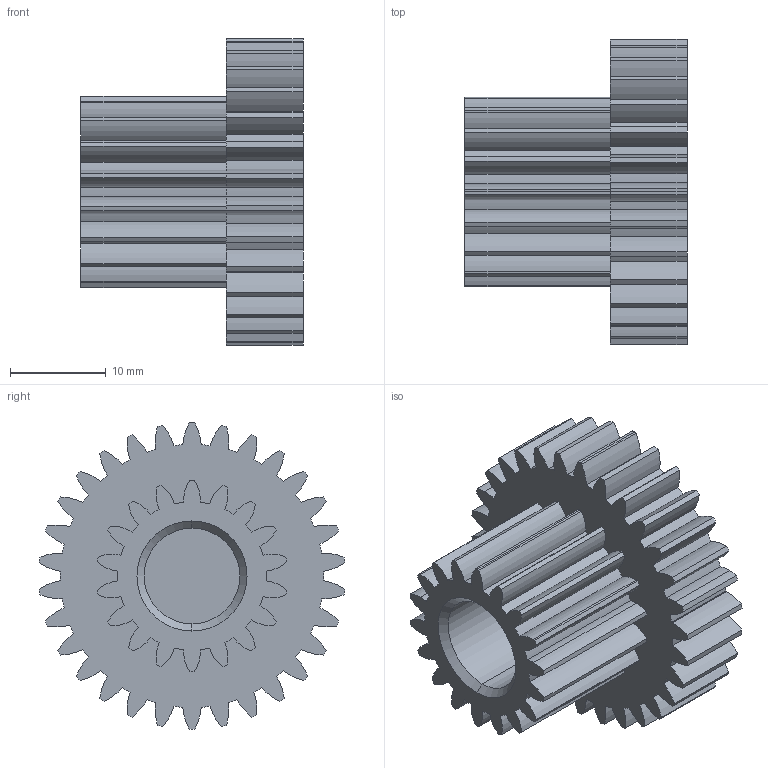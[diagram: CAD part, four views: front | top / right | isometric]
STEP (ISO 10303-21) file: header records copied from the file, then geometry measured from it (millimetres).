
FILE_DESCRIPTION (( 'STEP AP214' ), '1' );
FILE_NAME ('Spur Gear 30T + 18T.STEP', '2025-01-31T15:14:36', ( '' ), ( '' ), 'SwSTEP 2.0', 'SolidWorks 2023', '' );
FILE_SCHEMA (( 'AUTOMOTIVE_DESIGN' ));
Length unit declared in the file: millimetre
Products named in the file (1): Spur Gear 30T + 18T_Metric - Spur gear 1M 30T 20PA 10FW ---S30N75H50L10N
Bounding box: 23.2 x 31.88 x 32 mm (x, y, z)
Volume: 7476.3 mm3; surface area: 5296.8 mm2
Topology: 1 solids, 1 shells, 219 faces, 636 edges, 422 vertices
Faces by surface type: cylinder 204, plane 13, cone 2
Entity records: 7495 total; most frequent: DIRECTION 1486, CARTESIAN_POINT 1278, ORIENTED_EDGE 1272, EDGE_CURVE 636, AXIS2_PLACEMENT_3D 630, VERTEX_POINT 422, CIRCLE 410, LINE 226
